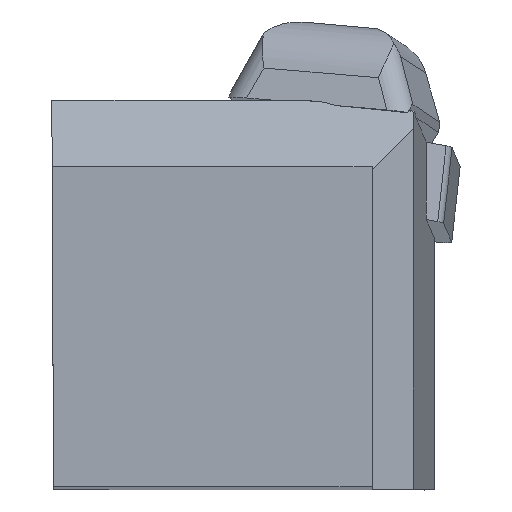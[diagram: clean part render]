
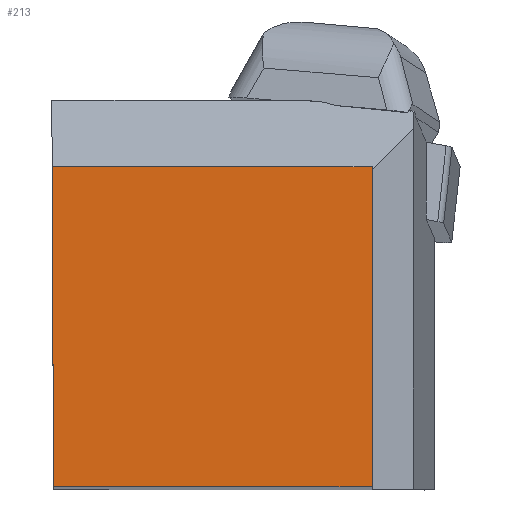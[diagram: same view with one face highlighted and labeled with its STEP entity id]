
A CAD part, top view. The second image highlights one B-rep face of the part: STEP entity #213.
In plain terms, the highlighted planar face has unit normal (0, 0, 1).
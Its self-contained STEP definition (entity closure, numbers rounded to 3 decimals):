
#148=FACE_OUTER_BOUND('',#610,.T.);
#213=ADVANCED_FACE('BLANK_BOXF006',(#148),#272,.F.);
#272=PLANE('',#1448);
#358=LINE('',#2094,#493);
#363=LINE('',#2104,#498);
#373=LINE('',#2124,#508);
#374=LINE('',#2126,#509);
#493=VECTOR('',#1656,1.);
#498=VECTOR('',#1663,1.);
#508=VECTOR('',#1681,1.);
#509=VECTOR('',#1682,1.);
#610=EDGE_LOOP('',(#785,#786,#787,#788));
#785=ORIENTED_EDGE('',*,*,#1221,.T.);
#786=ORIENTED_EDGE('',*,*,#1222,.T.);
#787=ORIENTED_EDGE('',*,*,#1205,.T.);
#788=ORIENTED_EDGE('',*,*,#1210,.T.);
#1070=VERTEX_POINT('',#2093);
#1071=VERTEX_POINT('',#2095);
#1074=VERTEX_POINT('',#2103);
#1081=VERTEX_POINT('',#2125);
#1205=EDGE_CURVE('',#1071,#1070,#358,.T.);
#1210=EDGE_CURVE('',#1070,#1074,#363,.T.);
#1221=EDGE_CURVE('',#1074,#1081,#373,.T.);
#1222=EDGE_CURVE('',#1081,#1071,#374,.T.);
#1448=AXIS2_PLACEMENT_3D('',#2127,#1683,#1684);
#1656=DIRECTION('',(0.004,-1.,0.));
#1663=DIRECTION('',(1.,0.,0.));
#1681=DIRECTION('',(0.,1.,0.));
#1682=DIRECTION('',(-1.,0.,0.));
#1683=DIRECTION('',(0.,0.,-1.));
#1684=DIRECTION('',(1.,0.,0.));
#2093=CARTESIAN_POINT('',(0.087,0.,0.));
#2094=CARTESIAN_POINT('',(-0.513,137.349,0.));
#2095=CARTESIAN_POINT('',(0.,19.875,0.));
#2103=CARTESIAN_POINT('',(19.875,0.,0.));
#2104=CARTESIAN_POINT('',(-137.35,0.,0.));
#2124=CARTESIAN_POINT('',(19.875,-137.35,0.));
#2125=CARTESIAN_POINT('',(19.875,19.875,0.));
#2126=CARTESIAN_POINT('',(137.35,19.875,0.));
#2127=CARTESIAN_POINT('',(36.35,-5.,0.));
